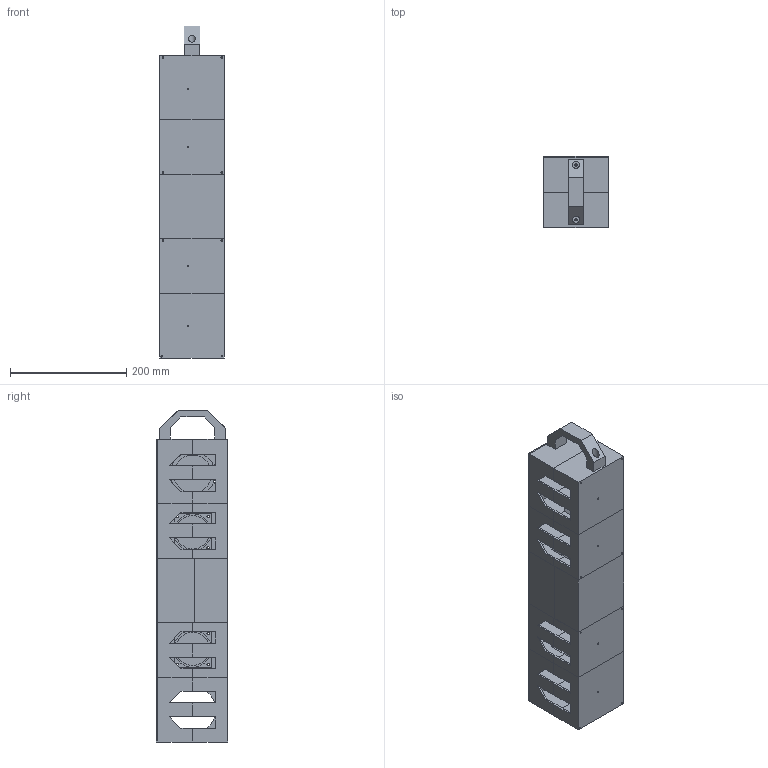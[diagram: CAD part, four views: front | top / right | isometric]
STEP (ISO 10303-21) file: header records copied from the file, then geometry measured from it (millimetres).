
FILE_DESCRIPTION(/* description */ (''),/* implementation_level */ '2;1');
FILE_NAME(/* name */ 'BOOMBOXV1 v21.step',/* time_stamp */ '2021-12-03T20:31:48+05:00',/* author */ (''),/* organization */ (''),/* preprocessor_version */ 'ST-DEVELOPER v18.1',/* originating_system */ 'Autodesk Translation Framework v10.10.0.1391',/* authorisation */ '');
FILE_SCHEMA (('AUTOMOTIVE_DESIGN { 1 0 10303 214 3 1 1 }'));
Length unit declared in the file: millimetre
Products named in the file (18): BOOMBOXV1; BIG Speaker; BAT; SMALL SPeaker2; spacer for big speaker; spacer for small speaker; LID; HANDLE; 1 (1); 1; 2; 2 (1); MID (1); MID; 3 (1); 3 (1) (1); 4 (1); 4
Assembly tree (18 placements, depth 3):
  BOOMBOXV1
    BIG Speaker
    SMALL SPeaker2  x2
    BAT
    spacer for big speaker
    spacer for small speaker
    LID
    HANDLE
    1 (1)
      1
    2
      2 (1)
    MID (1)
      MID
    3 (1)
      3 (1) (1)
    4 (1)
      4
Bounding box: 110 x 122 x 570 mm (x, y, z)
Volume: 2307372.3 mm3; surface area: 801551 mm2
Topology: 20 solids, 20 shells, 1054 faces, 2870 edges, 1908 vertices
Faces by surface type: plane 679, cylinder 192, bspline 178, torus 5
Full cylindrical faces by diameter (mm): 2.5 x43, 3.2 x1, 4 x16, 4.2 x16, 5 x2, 6 x46, 7 x3, 9 x2, 12 x3, 27.95 x2, 37.295 x1, 57.4 x2, 61 x2, 63.8 x2, 65 x1, 77 x1
Entity records: 35182 total; most frequent: CARTESIAN_POINT 8860, ORIENTED_EDGE 5642, DIRECTION 4621, EDGE_CURVE 2821, LINE 2073, VECTOR 2073, VERTEX_POINT 1877, EDGE_LOOP 1330
